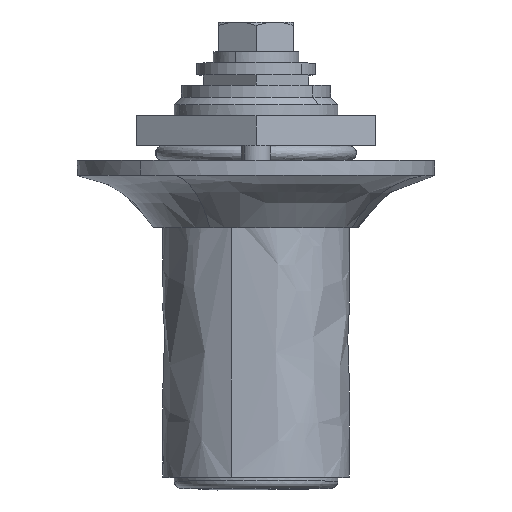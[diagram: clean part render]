
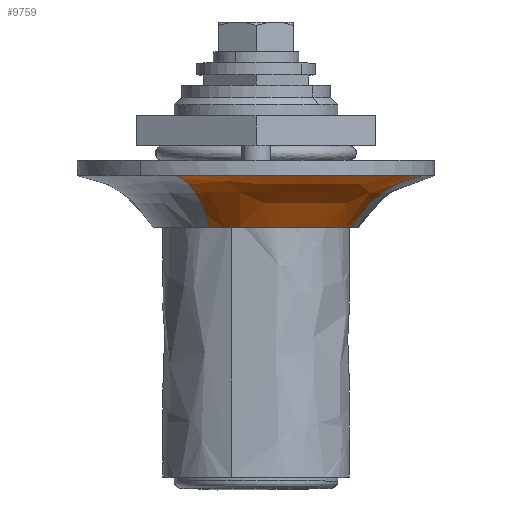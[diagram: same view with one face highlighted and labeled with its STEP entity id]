
A CAD part, top view. The second image highlights one B-rep face of the part: STEP entity #9759.
In plain terms, the highlighted free-form (B-spline) face has degree [2, 2] with [5, 3] control points.
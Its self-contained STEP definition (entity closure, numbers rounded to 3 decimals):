
#8737=CARTESIAN_POINT('',(-2.,10.817,21.424));
#8738=VERTEX_POINT('',#8737);
#8746=CARTESIAN_POINT('',(-2.,0.0,24.0));
#8747=VERTEX_POINT('',#8746);
#8748=CARTESIAN_POINT('',(-2.,0.0,24.0));
#8749=CARTESIAN_POINT('',(-2.,1.929,24.));
#8750=CARTESIAN_POINT('',(-2.,5.669,23.546));
#8751=CARTESIAN_POINT('',(-2.,9.2,22.241));
#8752=CARTESIAN_POINT('',(-2.,10.817,21.424));
#8753=B_SPLINE_CURVE_WITH_KNOTS('',3,(#8748,#8749,#8750,#8751,#8752),.UNSPECIFIED.,.F.,.U.,(4,1,4),(0.,5.786,11.222),.UNSPECIFIED.);
#8754=EDGE_CURVE('',#8747,#8738,#8753,.T.);
#8756=CARTESIAN_POINT('',(-2.,-22.53,8.271));
#8757=VERTEX_POINT('',#8756);
#8758=CARTESIAN_POINT('',(-2.,-22.53,8.271));
#8759=CARTESIAN_POINT('',(-2.,-21.847,10.131));
#8760=CARTESIAN_POINT('',(-2.,-20.44,12.86));
#8761=CARTESIAN_POINT('',(-2.,-17.562,16.522));
#8762=CARTESIAN_POINT('',(-2.,-14.447,19.356));
#8763=CARTESIAN_POINT('',(-2.,-10.843,21.53));
#8764=CARTESIAN_POINT('',(-2.,-7.299,22.949));
#8765=CARTESIAN_POINT('',(-2.,-3.809,23.796));
#8766=CARTESIAN_POINT('',(-2.,-1.295,24.));
#8767=CARTESIAN_POINT('',(-2.,0.0,24.0));
#8768=B_SPLINE_CURVE_WITH_KNOTS('',3,(#8758,#8759,#8760,#8761,#8762,#8763,#8764,#8765,#8766,#8767),.UNSPECIFIED.,.F.,.U.,(4,1,1,1,1,1,1,4),(0.,5.942,9.142,13.942,18.513,21.712,25.369,29.255),.UNSPECIFIED.);
#8769=EDGE_CURVE('',#8757,#8747,#8768,.T.);
#9640=CARTESIAN_POINT('',(-9.,-12.908,4.739));
#9641=VERTEX_POINT('',#9640);
#9642=CARTESIAN_POINT('',(-9.,-12.908,4.739));
#9643=CARTESIAN_POINT('',(-8.416,-13.216,4.852));
#9644=CARTESIAN_POINT('',(-7.128,-14.016,5.146));
#9645=CARTESIAN_POINT('',(-5.502,-15.435,5.667));
#9646=CARTESIAN_POINT('',(-3.986,-17.282,6.345));
#9647=CARTESIAN_POINT('',(-2.701,-19.575,7.187));
#9648=CARTESIAN_POINT('',(-2.158,-21.471,7.883));
#9649=CARTESIAN_POINT('',(-2.,-22.53,8.271));
#9650=B_SPLINE_CURVE_WITH_KNOTS('',3,(#9642,#9643,#9644,#9645,#9646,#9647,#9648,#9649),.UNSPECIFIED.,.F.,.U.,(4,1,1,1,1,4),(0.,2.009,4.621,6.631,9.443,12.859),.UNSPECIFIED.);
#9651=EDGE_CURVE('',#9641,#8757,#9650,.T.);
#9671=CARTESIAN_POINT('',(-9.,6.198,12.275));
#9672=VERTEX_POINT('',#9671);
#9693=CARTESIAN_POINT('',(-9.,6.198,12.275));
#9694=CARTESIAN_POINT('',(-8.007,6.449,12.773));
#9695=CARTESIAN_POINT('',(-6.649,6.9,13.665));
#9696=CARTESIAN_POINT('',(-5.037,7.669,15.189));
#9697=CARTESIAN_POINT('',(-3.695,8.502,16.838));
#9698=CARTESIAN_POINT('',(-2.572,9.573,18.96));
#9699=CARTESIAN_POINT('',(-2.121,10.429,20.654));
#9700=CARTESIAN_POINT('',(-2.,10.817,21.424));
#9701=B_SPLINE_CURVE_WITH_KNOTS('',3,(#9693,#9694,#9695,#9696,#9697,#9698,#9699,#9700),.UNSPECIFIED.,.F.,.U.,(4,1,1,1,1,4),(0.,3.416,5.023,7.032,10.247,12.859),.UNSPECIFIED.);
#9702=EDGE_CURVE('',#9672,#8738,#9701,.T.);
#9708=CARTESIAN_POINT('',(-9.545,-12.635,4.639));
#9709=CARTESIAN_POINT('',(-9.545,-7.996,17.274));
#9710=CARTESIAN_POINT('',(-9.545,4.639,12.635));
#9711=CARTESIAN_POINT('',(-9.545,5.371,12.367));
#9712=CARTESIAN_POINT('',(-9.545,6.067,12.015));
#9713=CARTESIAN_POINT('',(-2.666,-15.901,5.838));
#9714=CARTESIAN_POINT('',(-2.666,-10.063,21.739));
#9715=CARTESIAN_POINT('',(-2.666,5.838,15.901));
#9716=CARTESIAN_POINT('',(-2.666,6.759,15.563));
#9717=CARTESIAN_POINT('',(-2.666,7.635,15.121));
#9718=CARTESIAN_POINT('',(-1.927,-23.104,8.482));
#9719=CARTESIAN_POINT('',(-1.927,-14.622,31.586));
#9720=CARTESIAN_POINT('',(-1.927,8.482,23.104));
#9721=CARTESIAN_POINT('',(-1.927,9.821,22.613));
#9722=CARTESIAN_POINT('',(-1.927,11.093,21.97));
#9730=(BOUNDED_SURFACE()B_SPLINE_SURFACE(2,2,((#9708,#9713,#9718),(#9709,#9714,#9719),(#9710,#9715,#9720),(#9711,#9716,#9721),(#9712,#9717,#9722)),.UNSPECIFIED.,.F.,.F.,.U.)B_SPLINE_SURFACE_WITH_KNOTS((3,2,3),(3,3),(0.0,40.778,44.04),(0.0,14.398),.UNSPECIFIED.)GEOMETRIC_REPRESENTATION_ITEM()RATIONAL_B_SPLINE_SURFACE(((0.926,0.812,0.928),(0.655,0.574,0.656),(0.926,0.812,0.928),(0.905,0.793,0.907),(0.886,0.777,0.888)))REPRESENTATION_ITEM('')SURFACE());
#9731=ORIENTED_EDGE('',*,*,#8754,.T.);
#9732=ORIENTED_EDGE('',*,*,#9702,.F.);
#9733=CARTESIAN_POINT('',(-9.0,0.0,13.751));
#9734=VERTEX_POINT('',#9733);
#9735=CARTESIAN_POINT('',(-9.0,0.0,13.751));
#9736=CARTESIAN_POINT('',(-9.,0.871,13.751));
#9737=CARTESIAN_POINT('',(-9.,3.014,13.546));
#9738=CARTESIAN_POINT('',(-9.,5.062,12.849));
#9739=CARTESIAN_POINT('',(-9.,6.198,12.275));
#9740=B_SPLINE_CURVE_WITH_KNOTS('',3,(#9735,#9736,#9737,#9738,#9739),.UNSPECIFIED.,.F.,.U.,(4,1,4),(0.,2.612,6.43),.UNSPECIFIED.);
#9741=EDGE_CURVE('',#9734,#9672,#9740,.T.);
#9742=ORIENTED_EDGE('',*,*,#9741,.F.);
#9743=CARTESIAN_POINT('',(-9.,-12.908,4.739));
#9744=CARTESIAN_POINT('',(-9.,-12.532,5.764));
#9745=CARTESIAN_POINT('',(-9.,-11.555,7.683));
#9746=CARTESIAN_POINT('',(-9.,-9.763,9.792));
#9747=CARTESIAN_POINT('',(-9.,-7.799,11.399));
#9748=CARTESIAN_POINT('',(-9.,-5.559,12.693));
#9749=CARTESIAN_POINT('',(-9.,-2.837,13.563));
#9750=CARTESIAN_POINT('',(-9.,-0.873,13.751));
#9751=CARTESIAN_POINT('',(-9.0,0.0,13.751));
#9752=B_SPLINE_CURVE_WITH_KNOTS('',3,(#9743,#9744,#9745,#9746,#9747,#9748,#9749,#9750,#9751),.UNSPECIFIED.,.F.,.U.,(4,1,1,1,1,1,4),(0.,3.274,6.416,8.25,10.869,14.142,16.761),.UNSPECIFIED.);
#9753=EDGE_CURVE('',#9641,#9734,#9752,.T.);
#9754=ORIENTED_EDGE('',*,*,#9753,.F.);
#9755=ORIENTED_EDGE('',*,*,#9651,.T.);
#9756=ORIENTED_EDGE('',*,*,#8769,.T.);
#9757=EDGE_LOOP('',(#9731,#9732,#9742,#9754,#9755,#9756));
#9758=FACE_OUTER_BOUND('',#9757,.T.);
#9759=ADVANCED_FACE('',(#9758),#9730,.F.);
